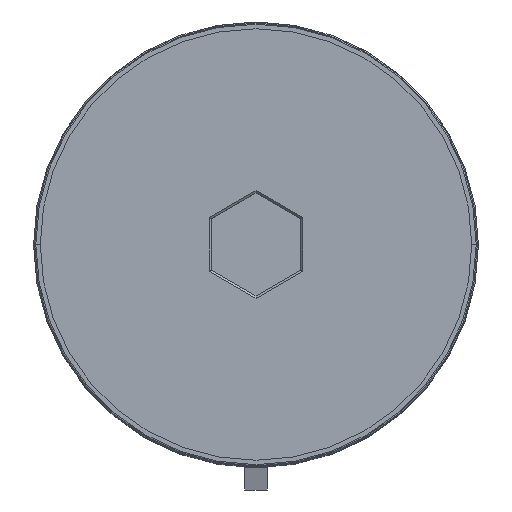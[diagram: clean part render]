
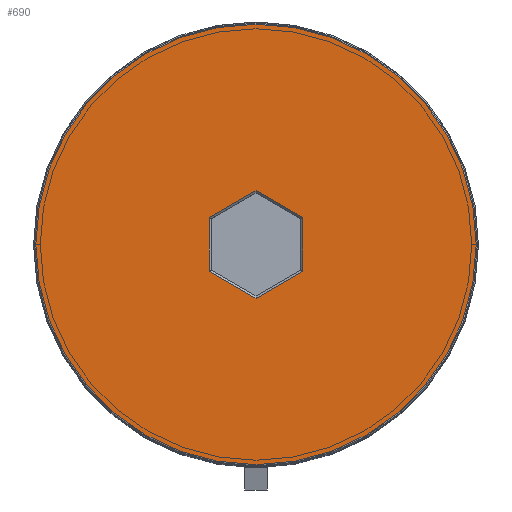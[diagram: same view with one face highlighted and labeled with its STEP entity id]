
A CAD part, top view. The second image highlights one B-rep face of the part: STEP entity #690.
In plain terms, the highlighted planar face has unit normal (0, 0, 1).
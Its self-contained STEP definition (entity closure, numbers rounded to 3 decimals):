
#67 = ORIENTED_EDGE ( 'NONE', *, *, #1310, .T. ) ;
#73 = FACE_OUTER_BOUND ( 'NONE', #1449, .T. ) ;
#75 = CIRCLE ( 'NONE', #340, 9.9 ) ;
#82 = VERTEX_POINT ( 'NONE', #1329 ) ;
#104 = LINE ( 'NONE', #1216, #716 ) ;
#108 = EDGE_CURVE ( 'NONE', #371, #497, #75, .T. ) ;
#109 = ORIENTED_EDGE ( 'NONE', *, *, #1851, .T. ) ;
#130 = LINE ( 'NONE', #323, #251 ) ;
#138 = ORIENTED_EDGE ( 'NONE', *, *, #1069, .T. ) ;
#251 = VECTOR ( 'NONE', #282, 1000. ) ;
#260 = DIRECTION ( 'NONE',  ( 0., 1., 0. ) ) ;
#282 = DIRECTION ( 'NONE',  ( -0.866, -0.5, 0. ) ) ;
#305 = EDGE_LOOP ( 'NONE', ( #386, #138, #67, #593, #954, #109 ) ) ;
#306 = CARTESIAN_POINT ( 'NONE',  ( -2.05, -1.241, 0. ) ) ;
#323 = CARTESIAN_POINT ( 'NONE',  ( 0.05, -2.396, 0. ) ) ;
#340 = AXIS2_PLACEMENT_3D ( 'NONE', #975, #994, #1347 ) ;
#371 = VERTEX_POINT ( 'NONE', #1337 ) ;
#386 = ORIENTED_EDGE ( 'NONE', *, *, #1825, .T. ) ;
#395 = CARTESIAN_POINT ( 'NONE',  ( 0., 0., 0. ) ) ;
#418 = PLANE ( 'NONE',  #468 ) ;
#457 = LINE ( 'NONE', #1108, #510 ) ;
#468 = AXIS2_PLACEMENT_3D ( 'NONE', #1701, #1992, #2032 ) ;
#497 = VERTEX_POINT ( 'NONE', #1717 ) ;
#510 = VECTOR ( 'NONE', #1629, 1000. ) ;
#564 = LINE ( 'NONE', #1399, #1361 ) ;
#593 = ORIENTED_EDGE ( 'NONE', *, *, #2080, .T. ) ;
#686 = CARTESIAN_POINT ( 'NONE',  ( -2.1, -1.212, 0. ) ) ;
#690 = ADVANCED_FACE ( 'NONE', ( #73, #705 ), #418, .T. ) ;
#705 = FACE_BOUND ( 'NONE', #305, .T. ) ;
#715 = DIRECTION ( 'NONE',  ( 0.866, -0.5, 0. ) ) ;
#716 = VECTOR ( 'NONE', #1226, 1000. ) ;
#721 = DIRECTION ( 'NONE',  ( 0., 0., 1. ) ) ;
#746 = EDGE_CURVE ( 'NONE', #497, #371, #777, .T. ) ;
#777 = CIRCLE ( 'NONE', #849, 9.9 ) ;
#807 = CARTESIAN_POINT ( 'NONE',  ( 0., -2.425, 0. ) ) ;
#849 = AXIS2_PLACEMENT_3D ( 'NONE', #395, #721, #2014 ) ;
#954 = ORIENTED_EDGE ( 'NONE', *, *, #1196, .T. ) ;
#973 = ORIENTED_EDGE ( 'NONE', *, *, #746, .T. ) ;
#975 = CARTESIAN_POINT ( 'NONE',  ( 0., 0., 0. ) ) ;
#994 = DIRECTION ( 'NONE',  ( 0., 0., 1. ) ) ;
#1068 = ORIENTED_EDGE ( 'NONE', *, *, #108, .T. ) ;
#1069 = EDGE_CURVE ( 'NONE', #1078, #1215, #1104, .T. ) ;
#1078 = VERTEX_POINT ( 'NONE', #807 ) ;
#1081 = CARTESIAN_POINT ( 'NONE',  ( 0., 2.425, 0. ) ) ;
#1104 = LINE ( 'NONE', #306, #1930 ) ;
#1108 = CARTESIAN_POINT ( 'NONE',  ( 2.1, -1.155, 0. ) ) ;
#1196 = EDGE_CURVE ( 'NONE', #1313, #1208, #1204, .T. ) ;
#1204 = LINE ( 'NONE', #1850, #1332 ) ;
#1208 = VERTEX_POINT ( 'NONE', #1245 ) ;
#1215 = VERTEX_POINT ( 'NONE', #686 ) ;
#1216 = CARTESIAN_POINT ( 'NONE',  ( -0.05, 2.396, 0. ) ) ;
#1226 = DIRECTION ( 'NONE',  ( 0.866, 0.5, 0. ) ) ;
#1245 = CARTESIAN_POINT ( 'NONE',  ( 2.1, 1.212, 0. ) ) ;
#1306 = DIRECTION ( 'NONE',  ( -0.866, 0.5, 0. ) ) ;
#1310 = EDGE_CURVE ( 'NONE', #1215, #1733, #564, .T. ) ;
#1313 = VERTEX_POINT ( 'NONE', #1081 ) ;
#1329 = CARTESIAN_POINT ( 'NONE',  ( 2.1, -1.212, 0. ) ) ;
#1332 = VECTOR ( 'NONE', #715, 1000. ) ;
#1337 = CARTESIAN_POINT ( 'NONE',  ( -9.9, 0., 0. ) ) ;
#1347 = DIRECTION ( 'NONE',  ( 1., 0., 0. ) ) ;
#1361 = VECTOR ( 'NONE', #260, 1000. ) ;
#1399 = CARTESIAN_POINT ( 'NONE',  ( -2.1, 1.155, 0. ) ) ;
#1449 = EDGE_LOOP ( 'NONE', ( #973, #1068 ) ) ;
#1629 = DIRECTION ( 'NONE',  ( 0., -1., 0. ) ) ;
#1701 = CARTESIAN_POINT ( 'NONE',  ( 0., 0., 0. ) ) ;
#1717 = CARTESIAN_POINT ( 'NONE',  ( 9.9, 0., 0. ) ) ;
#1733 = VERTEX_POINT ( 'NONE', #1748 ) ;
#1748 = CARTESIAN_POINT ( 'NONE',  ( -2.1, 1.212, 0. ) ) ;
#1825 = EDGE_CURVE ( 'NONE', #82, #1078, #130, .T. ) ;
#1850 = CARTESIAN_POINT ( 'NONE',  ( 2.05, 1.241, 0. ) ) ;
#1851 = EDGE_CURVE ( 'NONE', #1208, #82, #457, .T. ) ;
#1930 = VECTOR ( 'NONE', #1306, 1000. ) ;
#1992 = DIRECTION ( 'NONE',  ( 0., 0., 1. ) ) ;
#2014 = DIRECTION ( 'NONE',  ( 1., 0., 0. ) ) ;
#2032 = DIRECTION ( 'NONE',  ( 1., 0., 0. ) ) ;
#2080 = EDGE_CURVE ( 'NONE', #1733, #1313, #104, .T. ) ;
